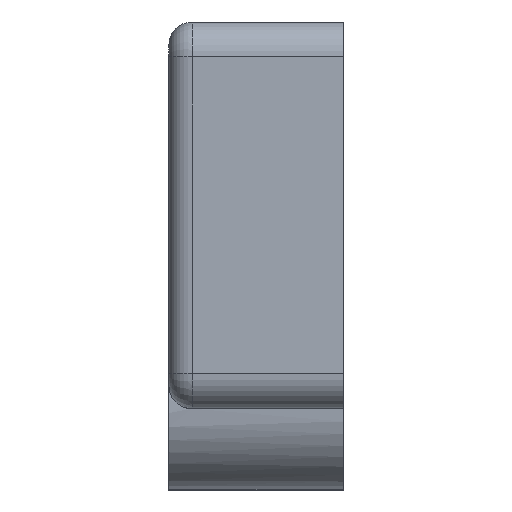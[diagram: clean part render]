
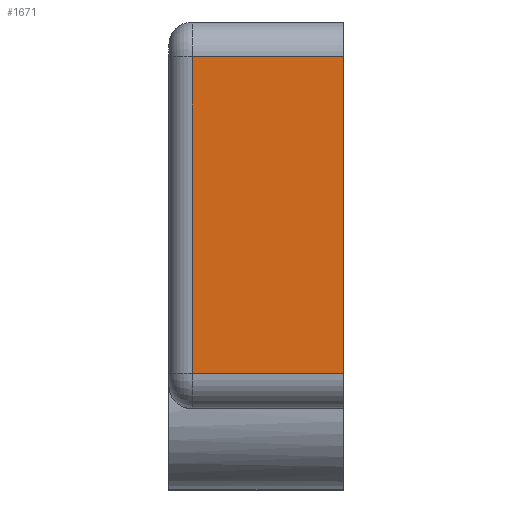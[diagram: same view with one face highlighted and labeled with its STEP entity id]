
A CAD part, left-side view. The second image highlights one B-rep face of the part: STEP entity #1671.
In plain terms, the highlighted planar face has unit normal (-1, 0, 0).
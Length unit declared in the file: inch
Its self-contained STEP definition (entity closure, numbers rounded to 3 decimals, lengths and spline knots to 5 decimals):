
#21 = LINE ( 'NONE', #3930, #3970 ) ;
#111 = ORIENTED_EDGE ( 'NONE', *, *, #1020, .T. ) ;
#157 = VERTEX_POINT ( 'NONE', #3754 ) ;
#255 = ORIENTED_EDGE ( 'NONE', *, *, #2036, .T. ) ;
#380 = EDGE_CURVE ( 'NONE', #157, #3398, #21, .T. ) ;
#381 = CARTESIAN_POINT ( 'NONE',  ( -1.7702, 0., -0.83813 ) ) ;
#410 = CARTESIAN_POINT ( 'NONE',  ( -1.7702, 0.13, 0. ) ) ;
#439 = CARTESIAN_POINT ( 'NONE',  ( -1.7702, 0., -0.83813 ) ) ;
#530 = FACE_OUTER_BOUND ( 'NONE', #1405, .T. ) ;
#735 = DIRECTION ( 'NONE',  ( 0., 0., -1. ) ) ;
#788 = PLANE ( 'NONE',  #1704 ) ;
#1020 = EDGE_CURVE ( 'NONE', #2791, #157, #2609, .T. ) ;
#1027 = LINE ( 'NONE', #410, #2526 ) ;
#1107 = DIRECTION ( 'NONE',  ( 1., 0., 0. ) ) ;
#1405 = EDGE_LOOP ( 'NONE', ( #255, #1685, #111, #1817 ) ) ;
#1556 = EDGE_CURVE ( 'NONE', #2679, #2791, #1027, .T. ) ;
#1671 = ADVANCED_FACE ( 'NONE', ( #530 ), #788, .F. ) ;
#1685 = ORIENTED_EDGE ( 'NONE', *, *, #1556, .T. ) ;
#1704 = AXIS2_PLACEMENT_3D ( 'NONE', #2602, #1107, #3238 ) ;
#1726 = LINE ( 'NONE', #381, #2337 ) ;
#1745 = DIRECTION ( 'NONE',  ( 0., 0., 1. ) ) ;
#1817 = ORIENTED_EDGE ( 'NONE', *, *, #380, .T. ) ;
#2036 = EDGE_CURVE ( 'NONE', #3398, #2679, #1726, .T. ) ;
#2219 = DIRECTION ( 'NONE',  ( 0., 1., 0. ) ) ;
#2337 = VECTOR ( 'NONE', #2219, 39.37008 ) ;
#2471 = CARTESIAN_POINT ( 'NONE',  ( -1.7702, 0.13, -0.83813 ) ) ;
#2526 = VECTOR ( 'NONE', #735, 39.37008 ) ;
#2602 = CARTESIAN_POINT ( 'NONE',  ( -1.7702, 0., 0. ) ) ;
#2609 = LINE ( 'NONE', #2719, #3360 ) ;
#2679 = VERTEX_POINT ( 'NONE', #2471 ) ;
#2719 = CARTESIAN_POINT ( 'NONE',  ( -1.7702, 0., -1.11095 ) ) ;
#2791 = VERTEX_POINT ( 'NONE', #3441 ) ;
#3238 = DIRECTION ( 'NONE',  ( 0., 0., -1. ) ) ;
#3360 = VECTOR ( 'NONE', #3367, 39.37008 ) ;
#3367 = DIRECTION ( 'NONE',  ( 0., -1., 0. ) ) ;
#3398 = VERTEX_POINT ( 'NONE', #439 ) ;
#3441 = CARTESIAN_POINT ( 'NONE',  ( -1.7702, 0.13, -1.11095 ) ) ;
#3754 = CARTESIAN_POINT ( 'NONE',  ( -1.7702, 0., -1.11095 ) ) ;
#3930 = CARTESIAN_POINT ( 'NONE',  ( -1.7702, 0., -1.14095 ) ) ;
#3970 = VECTOR ( 'NONE', #1745, 39.37008 ) ;
